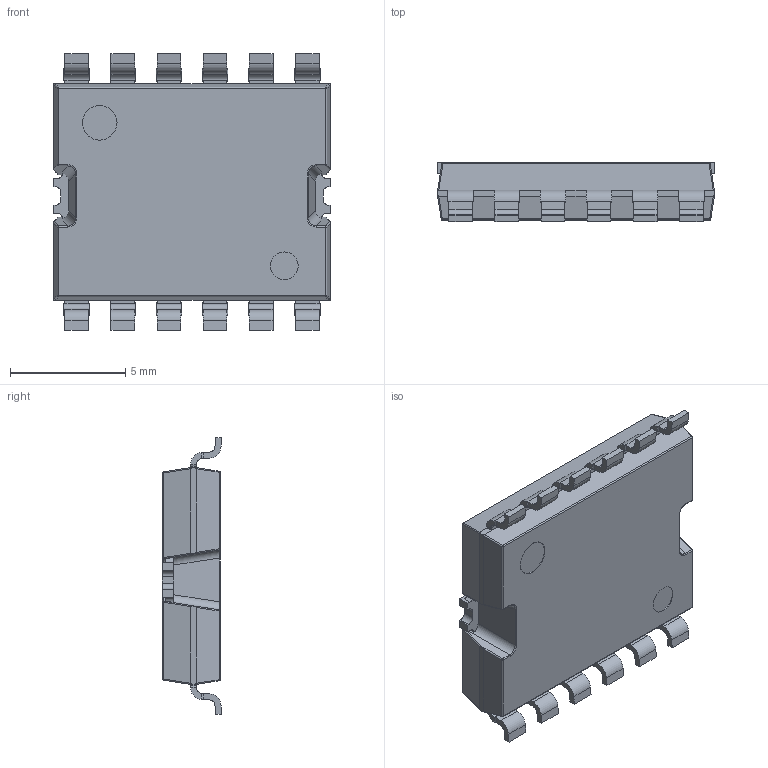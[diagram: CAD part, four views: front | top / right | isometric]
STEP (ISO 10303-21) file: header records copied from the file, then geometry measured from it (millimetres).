
FILE_DESCRIPTION (( 'STEP AP214' ), '1' );
FILE_NAME ('SOT8005A_3D model_241118_v1.STEP', '2024-11-19T08:28:30', ( '' ), ( '' ), 'SwSTEP 2.0', 'SolidWorks 2022', '' );
FILE_SCHEMA (( 'AUTOMOTIVE_DESIGN' ));
Length unit declared in the file: millimetre
Products named in the file (4): SOT8005 Lead; SOT8005 Mold Body; SOT8005A BF; SOT8005A_3D model_241118_v1
Assembly tree (3 placements, depth 2):
  SOT8005A_3D model_241118_v1
    SOT8005A BF
    SOT8005 Mold Body
    SOT8005 Lead
Bounding box: 12 x 2.56 x 12 mm (x, y, z)
Volume: 273 mm3; surface area: 634.2 mm2
Topology: 14 solids, 14 shells, 458 faces, 1155 edges, 715 vertices
Faces by surface type: plane 248, cylinder 184, sphere 18, bspline 8
Entity records: 16592 total; most frequent: CARTESIAN_POINT 2970, ORIENTED_EDGE 2278, DIRECTION 2156, EDGE_CURVE 1139, AXIS2_PLACEMENT_3D 721, VERTEX_POINT 715, LINE 714, VECTOR 714
